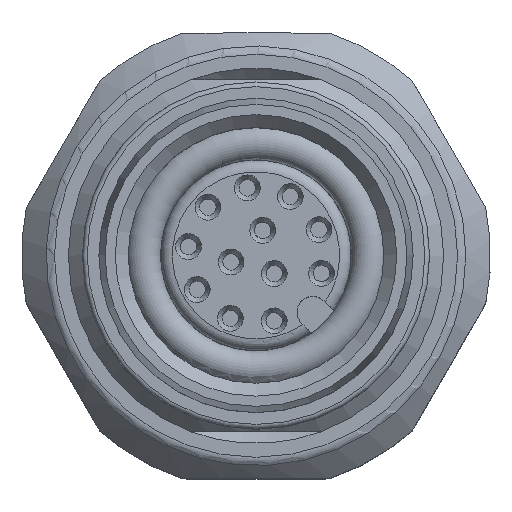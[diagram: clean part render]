
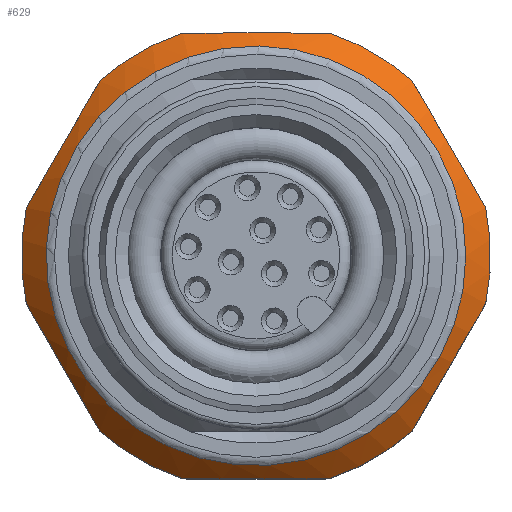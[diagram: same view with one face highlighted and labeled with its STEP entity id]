
A CAD part, top view. The second image highlights one B-rep face of the part: STEP entity #629.
In plain terms, the highlighted conical face has half-angle 45 degrees and reference radius 10 mm.
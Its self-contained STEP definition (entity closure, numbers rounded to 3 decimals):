
#64=CONICAL_SURFACE('',#2627,10.,45.);
#171=FACE_BOUND('',#1023,.T.);
#172=FACE_BOUND('',#1024,.T.);
#329=B_SPLINE_CURVE_WITH_KNOTS('',3,(#3940,#3941,#3942,#3943),
 .UNSPECIFIED.,.F.,.F.,(4,4),(0.,1.),.UNSPECIFIED.);
#330=B_SPLINE_CURVE_WITH_KNOTS('',3,(#3955,#3956,#3957,#3958),
 .UNSPECIFIED.,.F.,.F.,(4,4),(0.,1.),.UNSPECIFIED.);
#331=B_SPLINE_CURVE_WITH_KNOTS('',3,(#3970,#3971,#3972,#3973),
 .UNSPECIFIED.,.F.,.F.,(4,4),(0.,1.),.UNSPECIFIED.);
#332=B_SPLINE_CURVE_WITH_KNOTS('',3,(#3985,#3986,#3987,#3988),
 .UNSPECIFIED.,.F.,.F.,(4,4),(0.,1.),.UNSPECIFIED.);
#333=B_SPLINE_CURVE_WITH_KNOTS('',3,(#4000,#4001,#4002,#4003),
 .UNSPECIFIED.,.F.,.F.,(4,4),(0.,1.),.UNSPECIFIED.);
#334=B_SPLINE_CURVE_WITH_KNOTS('',3,(#4015,#4016,#4017,#4018),
 .UNSPECIFIED.,.F.,.F.,(4,4),(0.,1.),.UNSPECIFIED.);
#629=ADVANCED_FACE('',(#171,#172),#64,.T.);
#1023=EDGE_LOOP('',(#1443));
#1024=EDGE_LOOP('',(#1444,#1445,#1446,#1447,#1448,#1449,#1450,#1451,#1452,
#1453,#1454,#1455));
#1443=ORIENTED_EDGE('',*,*,#2128,.T.);
#1444=ORIENTED_EDGE('',*,*,#2090,.T.);
#1445=ORIENTED_EDGE('',*,*,#2093,.F.);
#1446=ORIENTED_EDGE('',*,*,#2096,.T.);
#1447=ORIENTED_EDGE('',*,*,#2099,.F.);
#1448=ORIENTED_EDGE('',*,*,#2102,.T.);
#1449=ORIENTED_EDGE('',*,*,#2105,.F.);
#1450=ORIENTED_EDGE('',*,*,#2108,.T.);
#1451=ORIENTED_EDGE('',*,*,#2111,.F.);
#1452=ORIENTED_EDGE('',*,*,#2114,.T.);
#1453=ORIENTED_EDGE('',*,*,#2117,.F.);
#1454=ORIENTED_EDGE('',*,*,#2120,.T.);
#1455=ORIENTED_EDGE('',*,*,#2086,.F.);
#1847=VERTEX_POINT('',#3932);
#1848=VERTEX_POINT('',#3933);
#1851=VERTEX_POINT('',#3944);
#1853=VERTEX_POINT('',#3950);
#1855=VERTEX_POINT('',#3959);
#1857=VERTEX_POINT('',#3965);
#1859=VERTEX_POINT('',#3974);
#1861=VERTEX_POINT('',#3980);
#1863=VERTEX_POINT('',#3989);
#1865=VERTEX_POINT('',#3995);
#1867=VERTEX_POINT('',#4004);
#1869=VERTEX_POINT('',#4010);
#1874=VERTEX_POINT('',#4040);
#2086=EDGE_CURVE('',#1847,#1848,#2347,.T.);
#2090=EDGE_CURVE('',#1847,#1851,#329,.T.);
#2093=EDGE_CURVE('',#1853,#1851,#2349,.T.);
#2096=EDGE_CURVE('',#1853,#1855,#330,.T.);
#2099=EDGE_CURVE('',#1857,#1855,#2351,.T.);
#2102=EDGE_CURVE('',#1857,#1859,#331,.T.);
#2105=EDGE_CURVE('',#1861,#1859,#2353,.T.);
#2108=EDGE_CURVE('',#1861,#1863,#332,.T.);
#2111=EDGE_CURVE('',#1865,#1863,#2355,.T.);
#2114=EDGE_CURVE('',#1865,#1867,#333,.T.);
#2117=EDGE_CURVE('',#1869,#1867,#2357,.T.);
#2120=EDGE_CURVE('',#1869,#1848,#334,.T.);
#2128=EDGE_CURVE('',#1874,#1874,#2364,.T.);
#2347=CIRCLE('',#2593,10.);
#2349=CIRCLE('',#2597,10.);
#2351=CIRCLE('',#2601,10.);
#2353=CIRCLE('',#2605,10.);
#2355=CIRCLE('',#2609,10.);
#2357=CIRCLE('',#2613,10.);
#2364=CIRCLE('',#2626,8.946);
#2593=AXIS2_PLACEMENT_3D('',#3931,#3101,#3102);
#2597=AXIS2_PLACEMENT_3D('',#3949,#3113,#3114);
#2601=AXIS2_PLACEMENT_3D('',#3964,#3124,#3125);
#2605=AXIS2_PLACEMENT_3D('',#3979,#3135,#3136);
#2609=AXIS2_PLACEMENT_3D('',#3994,#3146,#3147);
#2613=AXIS2_PLACEMENT_3D('',#4009,#3157,#3158);
#2626=AXIS2_PLACEMENT_3D('',#4039,#3185,#3186);
#2627=AXIS2_PLACEMENT_3D('',#4041,#3187,#3188);
#3101=DIRECTION('',(0.,0.,-1.));
#3102=DIRECTION('',(-1.,0.,0.));
#3113=DIRECTION('',(0.,0.,-1.));
#3114=DIRECTION('',(-1.,0.,0.));
#3124=DIRECTION('',(0.,0.,-1.));
#3125=DIRECTION('',(-1.,0.,0.));
#3135=DIRECTION('',(0.,0.,-1.));
#3136=DIRECTION('',(-1.,0.,0.));
#3146=DIRECTION('',(0.,0.,-1.));
#3147=DIRECTION('',(-1.,0.,0.));
#3157=DIRECTION('',(0.,0.,-1.));
#3158=DIRECTION('',(-1.,0.,0.));
#3185=DIRECTION('',(0.,0.,-1.));
#3186=DIRECTION('',(1.,0.,0.));
#3187=DIRECTION('',(0.,0.,-1.));
#3188=DIRECTION('',(-1.,0.,0.));
#3931=CARTESIAN_POINT('',(0.,0.,8.3));
#3932=CARTESIAN_POINT('',(3.122,9.5,8.3));
#3933=CARTESIAN_POINT('',(6.666,7.454,8.3));
#3940=CARTESIAN_POINT('',(3.122,9.5,8.3));
#3941=CARTESIAN_POINT('',(1.088,9.5,8.935));
#3942=CARTESIAN_POINT('',(-1.09,9.5,8.935));
#3943=CARTESIAN_POINT('',(-3.122,9.5,8.3));
#3944=CARTESIAN_POINT('',(-3.122,9.5,8.3));
#3949=CARTESIAN_POINT('',(0.,0.,8.3));
#3950=CARTESIAN_POINT('',(-6.666,7.454,8.3));
#3955=CARTESIAN_POINT('',(-6.666,7.454,8.3));
#3956=CARTESIAN_POINT('',(-7.683,5.692,8.935));
#3957=CARTESIAN_POINT('',(-8.772,3.806,8.935));
#3958=CARTESIAN_POINT('',(-9.788,2.046,8.3));
#3959=CARTESIAN_POINT('',(-9.788,2.046,8.3));
#3964=CARTESIAN_POINT('',(0.,0.,8.3));
#3965=CARTESIAN_POINT('',(-9.788,-2.046,8.3));
#3970=CARTESIAN_POINT('',(-9.788,-2.046,8.3));
#3971=CARTESIAN_POINT('',(-8.771,-3.808,8.935));
#3972=CARTESIAN_POINT('',(-7.682,-5.694,8.935));
#3973=CARTESIAN_POINT('',(-6.666,-7.454,8.3));
#3974=CARTESIAN_POINT('',(-6.666,-7.454,8.3));
#3979=CARTESIAN_POINT('',(0.,0.,8.3));
#3980=CARTESIAN_POINT('',(-3.122,-9.5,8.3));
#3985=CARTESIAN_POINT('',(-3.122,-9.5,8.3));
#3986=CARTESIAN_POINT('',(-1.088,-9.5,8.935));
#3987=CARTESIAN_POINT('',(1.09,-9.5,8.935));
#3988=CARTESIAN_POINT('',(3.122,-9.5,8.3));
#3989=CARTESIAN_POINT('',(3.122,-9.5,8.3));
#3994=CARTESIAN_POINT('',(0.,0.,8.3));
#3995=CARTESIAN_POINT('',(6.666,-7.454,8.3));
#4000=CARTESIAN_POINT('',(6.666,-7.454,8.3));
#4001=CARTESIAN_POINT('',(7.683,-5.692,8.935));
#4002=CARTESIAN_POINT('',(8.772,-3.806,8.935));
#4003=CARTESIAN_POINT('',(9.788,-2.046,8.3));
#4004=CARTESIAN_POINT('',(9.788,-2.046,8.3));
#4009=CARTESIAN_POINT('',(0.,0.,8.3));
#4010=CARTESIAN_POINT('',(9.788,2.046,8.3));
#4015=CARTESIAN_POINT('',(9.788,2.046,8.3));
#4016=CARTESIAN_POINT('',(8.771,3.808,8.935));
#4017=CARTESIAN_POINT('',(7.682,5.694,8.935));
#4018=CARTESIAN_POINT('',(6.666,7.454,8.3));
#4039=CARTESIAN_POINT('',(0.,0.,9.354));
#4040=CARTESIAN_POINT('',(8.946,0.,9.354));
#4041=CARTESIAN_POINT('',(0.,0.,8.3));
